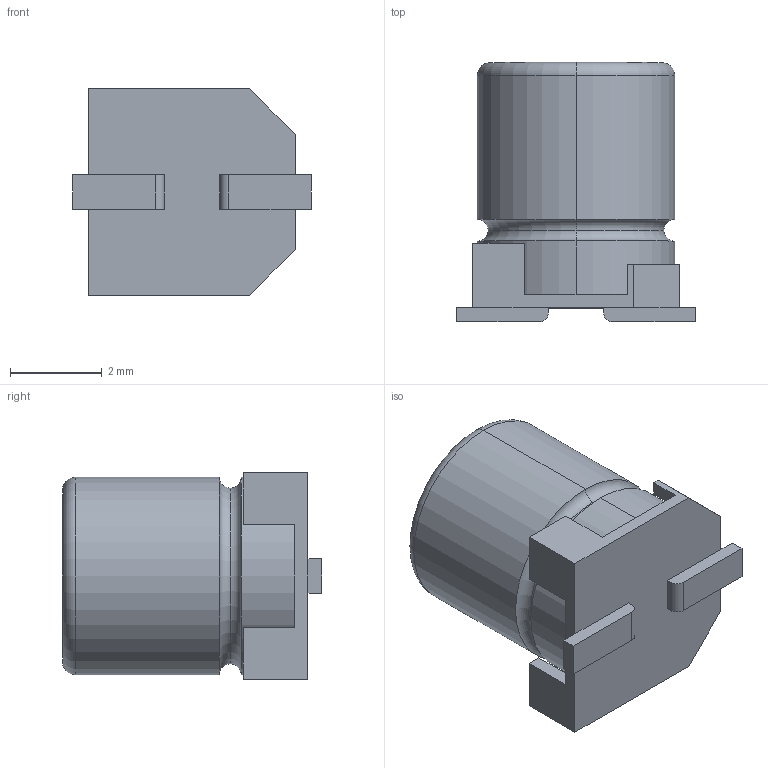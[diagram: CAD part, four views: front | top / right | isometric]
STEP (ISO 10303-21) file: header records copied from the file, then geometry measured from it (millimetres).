
FILE_DESCRIPTION (( 'STEP AP214' ), '1' );
FILE_NAME ('CAC_S_4X5.4_D4.5L5.65W0.75F0.3A4.5B4.5C5.5E2.00P1.20.STEP', '2018-02-16T17:12:48', ( '' ), ( '' ), 'SwSTEP 2.0', 'SolidWorks 2014', '' );
FILE_SCHEMA (( 'AUTOMOTIVE_DESIGN' ));
Length unit declared in the file: millimetre
Products named in the file (1): CAC_S_4X5.4_D4.5L5.65W0.75F0.3A4.5B4.5C5.5E2.00P1.20
Bounding box: 5.2 x 5.66 x 4.5 mm (x, y, z)
Volume: 81.1 mm3; surface area: 161.3 mm2
Topology: 5 solids, 5 shells, 78 faces, 189 edges, 122 vertices
Faces by surface type: plane 61, cylinder 11, torus 6
Entity records: 2902 total; most frequent: CARTESIAN_POINT 390, DIRECTION 379, ORIENTED_EDGE 378, EDGE_CURVE 189, VECTOR 157, LINE 157, VERTEX_POINT 122, AXIS2_PLACEMENT_3D 111
